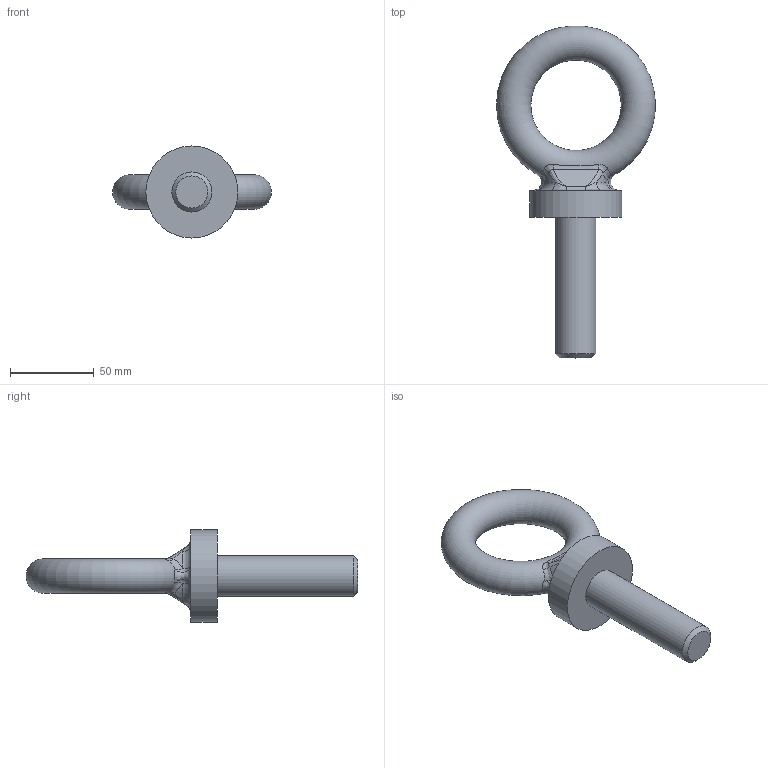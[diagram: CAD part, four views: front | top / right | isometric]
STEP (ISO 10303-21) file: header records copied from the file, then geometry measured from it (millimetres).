
FILE_DESCRIPTION(/* description */ (''),/* implementation_level */ '2;1');
FILE_NAME(/* name */ 'RGS_24.stp',/* time_stamp */ '2017-11-17T12:20:56+01:00',/* author */ (''),/* organization */ (''),/* preprocessor_version */ 'ST-DEVELOPER v16',/* originating_system */ 'SIEMENS PLM Software NX 11.0',/* authorisation */ '');
FILE_SCHEMA (('AUTOMOTIVE_DESIGN { 1 0 10303 214 3 1 1 1 }'));
Length unit declared in the file: millimetre
Products named in the file (1): RGS_24
Bounding box: 94.97 x 198.41 x 55 mm (x, y, z)
Volume: 162044 mm3; surface area: 27844.3 mm2
Topology: 1 solids, 1 shells, 43 faces, 90 edges, 50 vertices
Faces by surface type: bspline 20, cylinder 8, plane 5, torus 5, sphere 4, cone 1
Full cylindrical faces by diameter (mm): 24 x1, 55 x1
Entity records: 1554 total; most frequent: CARTESIAN_POINT 712, ORIENTED_EDGE 170, DIRECTION 150, EDGE_CURVE 85, AXIS2_PLACEMENT_3D 73, VERTEX_POINT 49, EDGE_LOOP 48, ADVANCED_FACE 43
